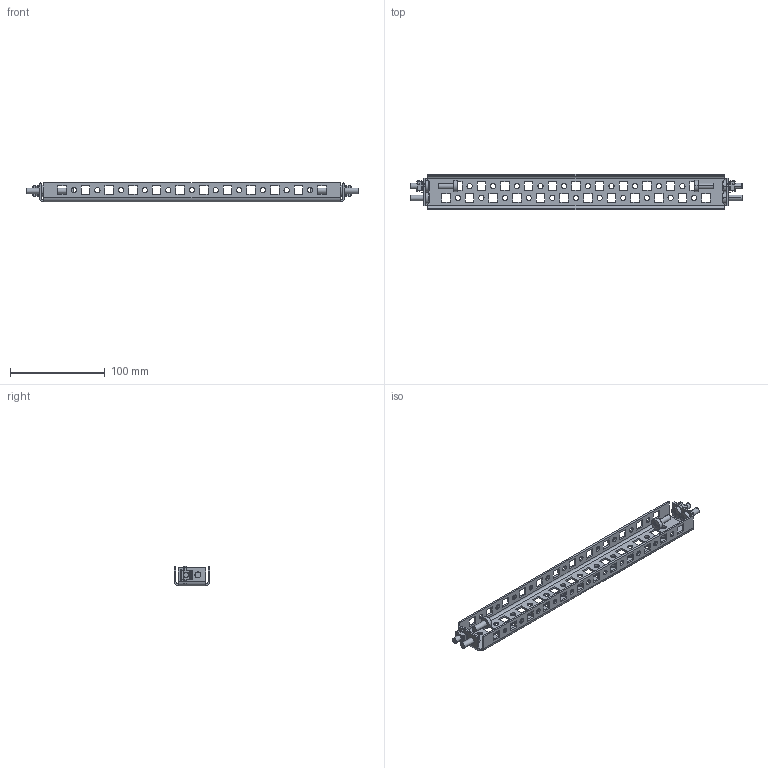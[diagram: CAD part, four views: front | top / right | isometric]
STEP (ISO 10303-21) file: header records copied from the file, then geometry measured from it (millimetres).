
FILE_DESCRIPTION (( 'STEP AP214' ), '1' );
FILE_NAME ('ARM400T Ðåéêà ìîíòàæíàÿ ñ òîðöåâûì ìîíòàæîì_èçâ0014_09.18.step', '2020-11-05T13:38:23', ( '' ), ( '' ), 'SwSTEP 2.0', 'SolidWorks 2019', '' );
FILE_SCHEMA (( 'AUTOMOTIVE_DESIGN' ));
Length unit declared in the file: millimetre
Products named in the file (5): ARM400T Ðåéêà ìîíòàæíàÿ ñ òîðöåâûì ìîíòàæîì_èçâ0014_09.18; Âèíò Ì6 DIN 7985_6å16; AVT001.00.01.21 Ðåéêà ìîíòàæíàÿ_00; Ãàéêà çàêëàäíàÿ Ì6 àðò.2106Ñ_00; Âèíò ñàìîíàðåçàþùèé Ì6 DIN 7516À_6å16
Assembly tree (9 placements, depth 2):
  ARM400T Ðåéêà ìîíòàæíàÿ ñ òîðöåâûì ìîíòàæîì_èçâ0014_09.18
    AVT001.00.01.21 Ðåéêà ìîíòàæíàÿ_00
    Âèíò ñàìîíàðåçàþùèé Ì6 DIN 7516À_6å16  x4
    Âèíò Ì6 DIN 7985_6å16  x2
    Ãàéêà çàêëàäíàÿ Ì6 àðò.2106Ñ_00  x2
Bounding box: 351 x 38 x 20.7 mm (x, y, z)
Volume: 43192.4 mm3; surface area: 50254.1 mm2
Topology: 11 solids, 11 shells, 686 faces, 1762 edges, 1104 vertices
Faces by surface type: plane 482, cylinder 188, sphere 12, cone 4
Entity records: 15587 total; most frequent: CARTESIAN_POINT 2612, DIRECTION 2610, ORIENTED_EDGE 2588, EDGE_CURVE 1294, VECTOR 970, LINE 970, VERTEX_POINT 822, AXIS2_PLACEMENT_3D 820
